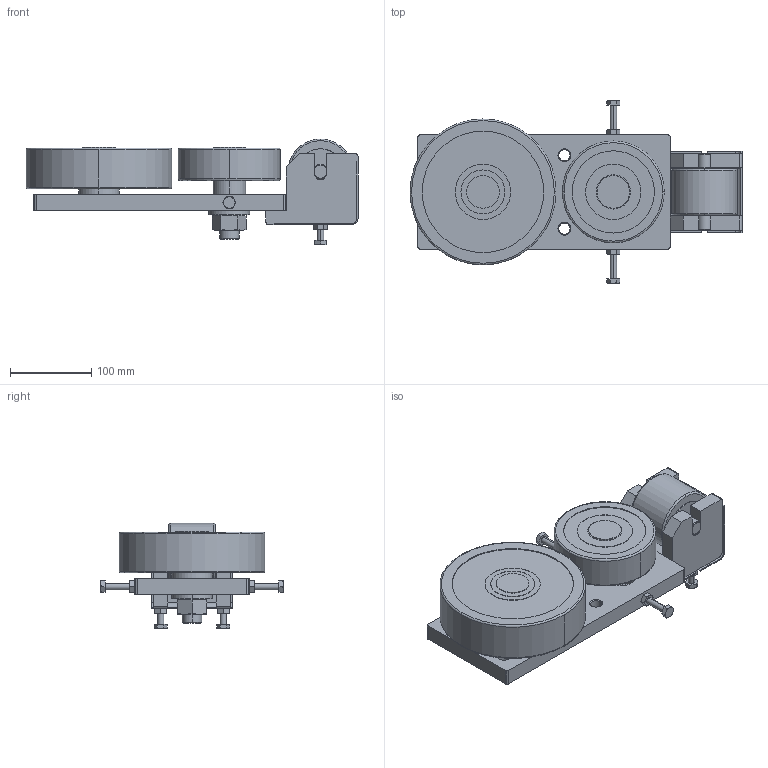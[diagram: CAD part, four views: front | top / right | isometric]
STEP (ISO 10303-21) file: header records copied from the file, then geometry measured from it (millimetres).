
FILE_DESCRIPTION(('STEP AP214'),'1');
FILE_NAME('jt-v_1792_d_0_d2_0.stp','2016-08-01T14:41:51',('TraceParts'),('TraceParts S.A.'),'Spatial InterOp 3D',' ',' ');
FILE_SCHEMA(('automotive_design'));
Length unit declared in the file: millimetre
Products named in the file (6): jt-v_1792_d_0_d2_0_1; jt-v_1792_d_0_d2_0_2; jt-v_1792_d_0_d2_0_3; jt-v_1792_d_0_d2_0_4; jt-v_1792_d_0_d2_0_5; jt-v_1792_d_0_d2_0_6
Bounding box: 407.6 x 224 x 130 mm (x, y, z)
Volume: 3192506.2 mm3; surface area: 347682.4 mm2
Topology: 6 solids, 6 shells, 400 faces, 952 edges, 590 vertices
Faces by surface type: plane 160, cone 118, cylinder 110, torus 12
Entity records: 15085 total; most frequent: CARTESIAN_POINT 2692, DIRECTION 1952, ORIENTED_EDGE 1904, EDGE_CURVE 952, AXIS2_PLACEMENT_3D 774, VERTEX_POINT 590, EDGE_LOOP 452, STYLED_ITEM 404
